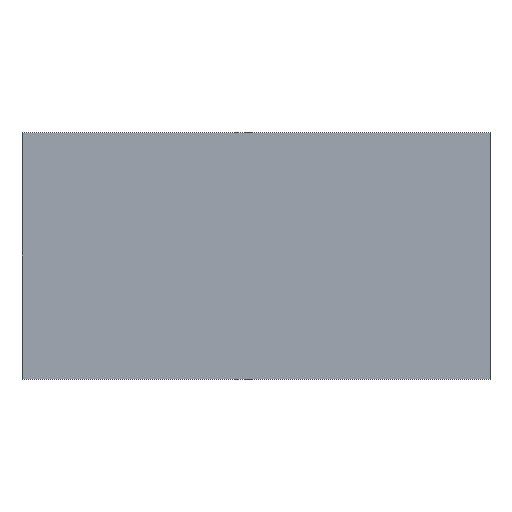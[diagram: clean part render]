
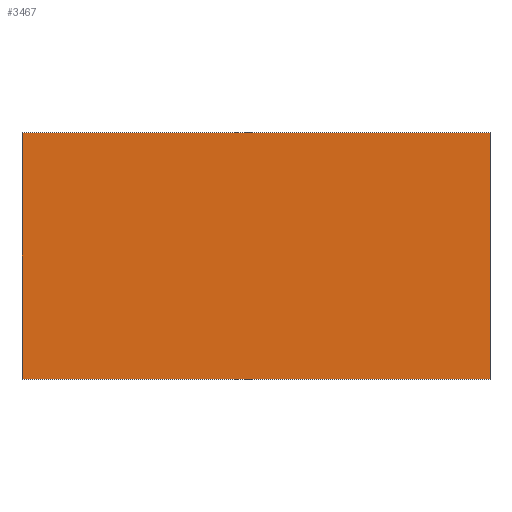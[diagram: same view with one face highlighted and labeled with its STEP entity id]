
A CAD part, front view. The second image highlights one B-rep face of the part: STEP entity #3467.
In plain terms, the highlighted planar face has unit normal (0, -1, 0).
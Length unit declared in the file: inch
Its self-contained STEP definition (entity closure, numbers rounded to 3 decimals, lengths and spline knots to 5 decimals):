
#207 = AXIS2_PLACEMENT_3D ( 'NONE', #489, #3800, #3740 ) ;
#326 = VECTOR ( 'NONE', #732, 39.37008 ) ;
#489 = CARTESIAN_POINT ( 'NONE',  ( 0., 0., 0. ) ) ;
#528 = EDGE_CURVE ( 'NONE', #1081, #3771, #1139, .T. ) ;
#677 = DIRECTION ( 'NONE',  ( 0., 0., -1. ) ) ;
#732 = DIRECTION ( 'NONE',  ( -1., 0., 0. ) ) ;
#914 = DIRECTION ( 'NONE',  ( 0., 0., 1. ) ) ;
#963 = VECTOR ( 'NONE', #914, 39.37008 ) ;
#1065 = LINE ( 'NONE', #3246, #2245 ) ;
#1081 = VERTEX_POINT ( 'NONE', #3739 ) ;
#1139 = LINE ( 'NONE', #3374, #1869 ) ;
#1178 = ORIENTED_EDGE ( 'NONE', *, *, #1706, .F. ) ;
#1268 = CARTESIAN_POINT ( 'NONE',  ( 7., 0., -3.69 ) ) ;
#1370 = VERTEX_POINT ( 'NONE', #2088 ) ;
#1518 = EDGE_CURVE ( 'NONE', #1370, #1814, #3449, .T. ) ;
#1706 = EDGE_CURVE ( 'NONE', #3771, #1370, #1773, .T. ) ;
#1727 = ORIENTED_EDGE ( 'NONE', *, *, #528, .F. ) ;
#1773 = LINE ( 'NONE', #2219, #326 ) ;
#1814 = VERTEX_POINT ( 'NONE', #2531 ) ;
#1869 = VECTOR ( 'NONE', #677, 39.37008 ) ;
#2088 = CARTESIAN_POINT ( 'NONE',  ( -7., 0., -3.69 ) ) ;
#2103 = EDGE_LOOP ( 'NONE', ( #1727, #2887, #2952, #1178 ) ) ;
#2219 = CARTESIAN_POINT ( 'NONE',  ( -7., 0., -3.69 ) ) ;
#2245 = VECTOR ( 'NONE', #2930, 39.37008 ) ;
#2404 = CARTESIAN_POINT ( 'NONE',  ( -7., 0., -3.69 ) ) ;
#2531 = CARTESIAN_POINT ( 'NONE',  ( -7., 0., 3.69 ) ) ;
#2548 = PLANE ( 'NONE',  #207 ) ;
#2784 = EDGE_CURVE ( 'NONE', #1814, #1081, #1065, .T. ) ;
#2887 = ORIENTED_EDGE ( 'NONE', *, *, #2784, .F. ) ;
#2930 = DIRECTION ( 'NONE',  ( 1., 0., 0. ) ) ;
#2952 = ORIENTED_EDGE ( 'NONE', *, *, #1518, .F. ) ;
#3246 = CARTESIAN_POINT ( 'NONE',  ( -7., 0., 3.69 ) ) ;
#3374 = CARTESIAN_POINT ( 'NONE',  ( 7., 0., -3.69 ) ) ;
#3416 = FACE_OUTER_BOUND ( 'NONE', #2103, .T. ) ;
#3449 = LINE ( 'NONE', #2404, #963 ) ;
#3467 = ADVANCED_FACE ( 'NONE', ( #3416 ), #2548, .F. ) ;
#3739 = CARTESIAN_POINT ( 'NONE',  ( 7., 0., 3.69 ) ) ;
#3740 = DIRECTION ( 'NONE',  ( 0., 0., 1. ) ) ;
#3771 = VERTEX_POINT ( 'NONE', #1268 ) ;
#3800 = DIRECTION ( 'NONE',  ( 0., 1., 0. ) ) ;
